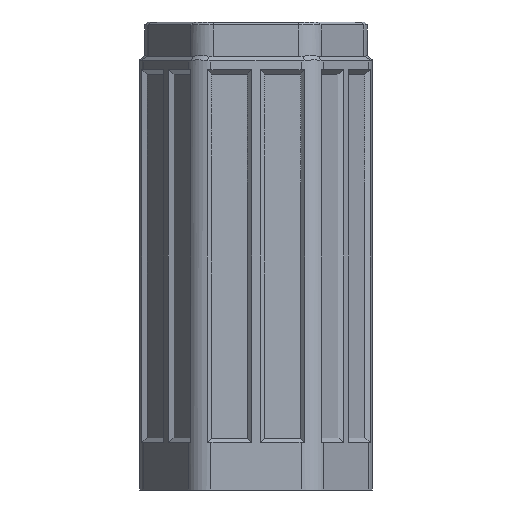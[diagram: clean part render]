
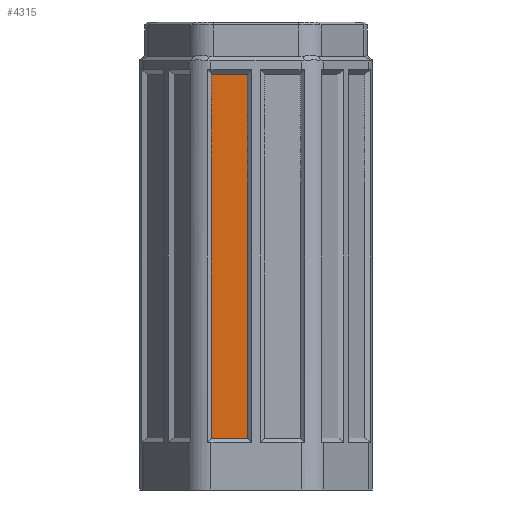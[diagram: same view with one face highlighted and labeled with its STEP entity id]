
A CAD part, front view. The second image highlights one B-rep face of the part: STEP entity #4315.
In plain terms, the highlighted planar face has unit normal (0, -1, 0).
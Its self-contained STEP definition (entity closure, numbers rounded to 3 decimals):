
#443=FACE_OUTER_BOUND('',#663,.T.);
#663=EDGE_LOOP('',(#3893,#3894,#3895,#3896));
#841=LINE('',#6479,#1309);
#845=LINE('',#6486,#1313);
#848=LINE('',#6492,#1316);
#1130=LINE('',#7219,#1598);
#1309=VECTOR('',#5191,10.);
#1313=VECTOR('',#5197,10.);
#1316=VECTOR('',#5202,10.);
#1598=VECTOR('',#5940,10.);
#1800=VERTEX_POINT('',#6476);
#1801=VERTEX_POINT('',#6478);
#1803=VERTEX_POINT('',#6484);
#1805=VERTEX_POINT('',#6490);
#2286=EDGE_CURVE('',#1801,#1800,#841,.T.);
#2290=EDGE_CURVE('',#1800,#1803,#845,.T.);
#2293=EDGE_CURVE('',#1803,#1805,#848,.T.);
#2654=EDGE_CURVE('',#1805,#1801,#1130,.T.);
#3893=ORIENTED_EDGE('',*,*,#2293,.T.);
#3894=ORIENTED_EDGE('',*,*,#2654,.T.);
#3895=ORIENTED_EDGE('',*,*,#2286,.T.);
#3896=ORIENTED_EDGE('',*,*,#2290,.T.);
#4097=PLANE('',#4715);
#4315=ADVANCED_FACE('',(#443),#4097,.T.);
#4715=AXIS2_PLACEMENT_3D('',#7220,#5941,#5942);
#5191=DIRECTION('',(-1.,0.,0.));
#5197=DIRECTION('',(0.,0.,-1.));
#5202=DIRECTION('',(1.,0.,0.));
#5940=DIRECTION('',(0.,0.,1.));
#5941=DIRECTION('center_axis',(0.,-1.,0.));
#5942=DIRECTION('ref_axis',(1.,0.,0.));
#6476=CARTESIAN_POINT('',(-12.946,-28.75,368.333));
#6478=CARTESIAN_POINT('',(-2.5,-28.75,368.333));
#6479=CARTESIAN_POINT('',(-1.25,-28.75,368.333));
#6484=CARTESIAN_POINT('',(-12.946,-28.75,263.333));
#6486=CARTESIAN_POINT('',(-12.946,-28.75,369.583));
#6490=CARTESIAN_POINT('',(-2.5,-28.75,263.333));
#6492=CARTESIAN_POINT('',(-14.196,-28.75,263.333));
#7219=CARTESIAN_POINT('',(-2.5,-28.75,262.083));
#7220=CARTESIAN_POINT('Origin',(-7.723,-28.75,315.833));
